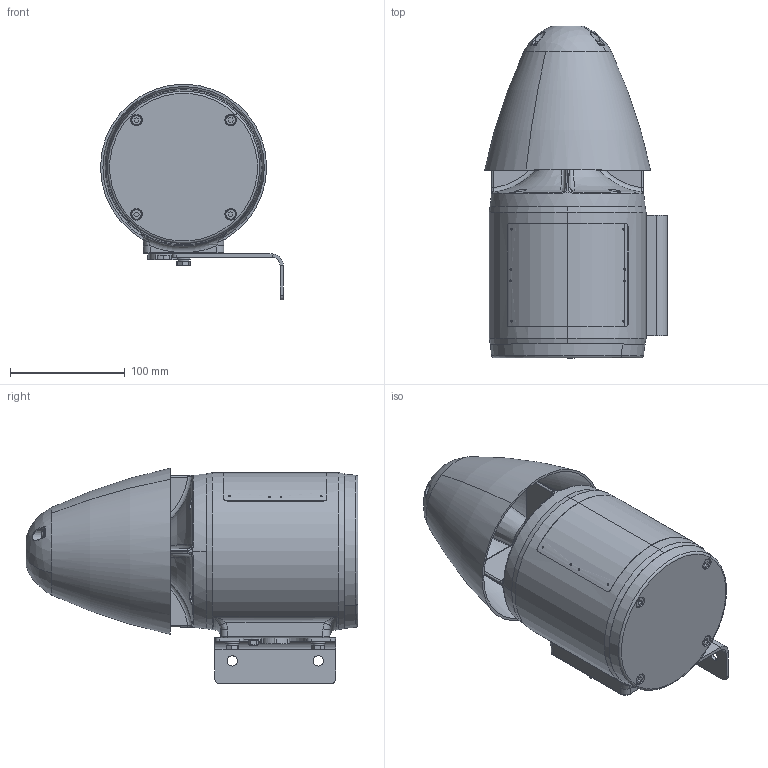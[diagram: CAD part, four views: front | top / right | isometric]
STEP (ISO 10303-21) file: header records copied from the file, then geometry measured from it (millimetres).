
FILE_DESCRIPTION (( 'STEP AP203' ), '1' );
FILE_NAME ('YA60 mit L-Bügel.STEP', '2017-05-11T09:40:37', ( '' ), ( '' ), 'SwSTEP 2.0', 'SolidWorks 2016', '' );
FILE_SCHEMA (( 'CONFIG_CONTROL_DESIGN' ));
Length unit declared in the file: millimetre
Products named in the file (1): YA60 mit L-Bügel
Bounding box: 159.35 x 289 x 187.85 mm (x, y, z)
Surface area: 253667.8 mm2 (no closed solid volume)
Topology: 0 solids, 33 shells, 443 faces, 1298 edges, 884 vertices
Faces by surface type: plane 151, cylinder 140, bspline 56, cone 46, torus 42, sphere 8
Entity records: 19122 total; most frequent: CARTESIAN_POINT 7774, DIRECTION 2343, ORIENTED_EDGE 2175, EDGE_CURVE 1288, AXIS2_PLACEMENT_3D 943, VERTEX_POINT 884, CIRCLE 555, EDGE_LOOP 517
